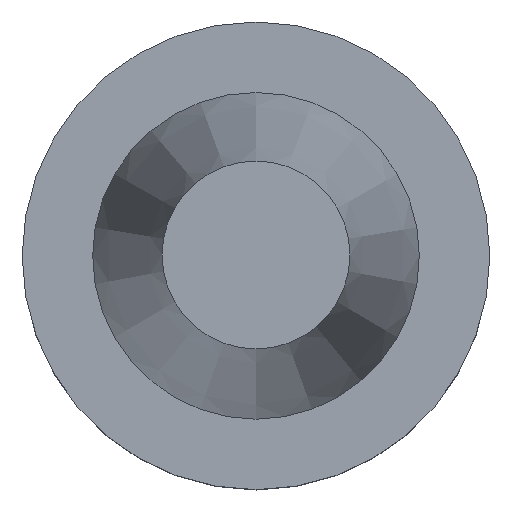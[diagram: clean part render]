
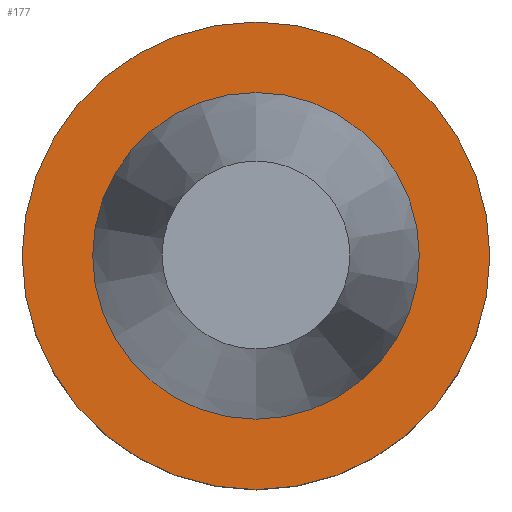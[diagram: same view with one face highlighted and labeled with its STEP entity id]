
A CAD part, top view. The second image highlights one B-rep face of the part: STEP entity #177.
In plain terms, the highlighted planar face has unit normal (0, 0, 1).
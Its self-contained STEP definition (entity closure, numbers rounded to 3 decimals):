
#121=EDGE_CURVE('Unnamed[1]',#278,#278,#279,.T.);
#172=EDGE_CURVE('Unnamed[1]',#358,#358,#359,.T.);
#177=ADVANCED_FACE('Unnamed[1]',(#365,#366),#367,.T.);
#278=VERTEX_POINT('',#478);
#279=CIRCLE('',#479,34.925);
#358=VERTEX_POINT('',#579);
#359=CIRCLE('',#580,50.0);
#365=FACE_OUTER_BOUND('',#588,.T.);
#366=FACE_BOUND('',#589,.T.);
#367=PLANE('',#590);
#478=CARTESIAN_POINT('',(0.,34.925,-1.5));
#479=AXIS2_PLACEMENT_3D('',#685,#686,#687);
#579=CARTESIAN_POINT('',(0.,50.0,-1.5));
#580=AXIS2_PLACEMENT_3D('',#774,#775,#776);
#588=EDGE_LOOP('',(#781));
#589=EDGE_LOOP('',(#782));
#590=AXIS2_PLACEMENT_3D('',#783,#784,#785);
#685=CARTESIAN_POINT('',(0.,0.,-1.5));
#686=DIRECTION('',(0.,0.,-1.0));
#687=DIRECTION('',(0.,1.0,0.));
#774=CARTESIAN_POINT('',(0.,0.,-1.5));
#775=DIRECTION('',(0.,0.,-1.0));
#776=DIRECTION('',(0.,1.0,0.));
#781=ORIENTED_EDGE('',*,*,#172,.F.);
#782=ORIENTED_EDGE('',*,*,#121,.T.);
#783=CARTESIAN_POINT('',(0.,42.463,-1.5));
#784=DIRECTION('',(0.,0.,1.0));
#785=DIRECTION('',(0.,-1.0,0.));
